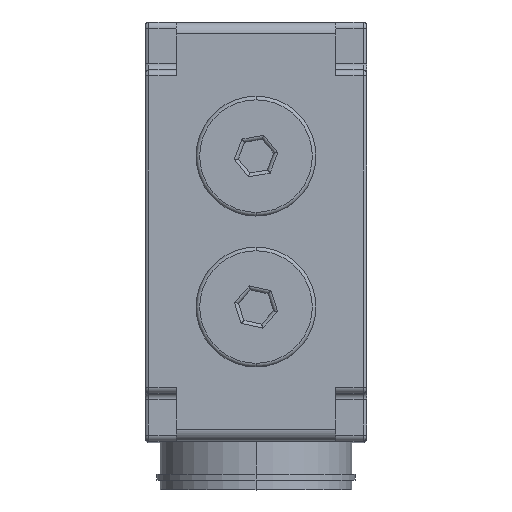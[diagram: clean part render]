
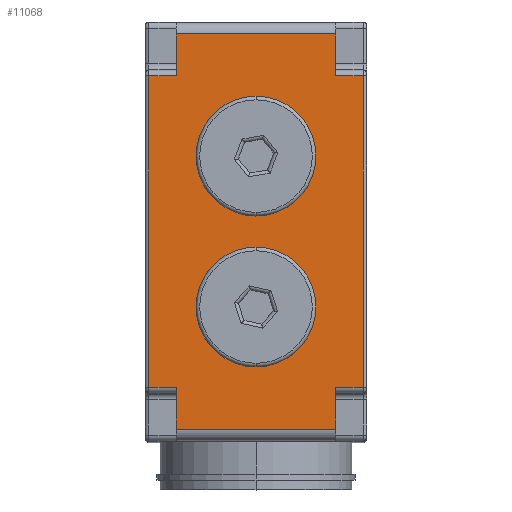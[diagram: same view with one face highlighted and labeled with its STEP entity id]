
A CAD part, top view. The second image highlights one B-rep face of the part: STEP entity #11068.
In plain terms, the highlighted planar face has unit normal (0, 0, 1).
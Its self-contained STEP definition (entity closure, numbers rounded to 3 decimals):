
#3574 = CARTESIAN_POINT ( 'NONE',  ( 0., 22.5, 355. ) ) ;
#4417 = AXIS2_PLACEMENT_3D ( 'NONE', #4672, #12848, #12844 ) ;
#4672 = CARTESIAN_POINT ( 'NONE',  ( 0., -63., 355. ) ) ;
#5140 = CARTESIAN_POINT ( 'NONE',  ( 0., 103.5, 355. ) ) ;
#5171 = DIRECTION ( 'NONE',  ( 0., 1., 0. ) ) ;
#5172 = DIRECTION ( 'NONE',  ( 0., 0., -1. ) ) ;
#5173 = CARTESIAN_POINT ( 'NONE',  ( 0., 63., 355. ) ) ;
#5174 = AXIS2_PLACEMENT_3D ( 'NONE', #5173, #5172, #5171 ) ;
#5175 = CIRCLE ( 'NONE', #5174, 40.5 ) ;
#5433 = CIRCLE ( 'NONE', #4417, 40.5 ) ;
#5591 = CARTESIAN_POINT ( 'NONE',  ( -89.5, -130., 355. ) ) ;
#5592 = CARTESIAN_POINT ( 'NONE',  ( 66.5, 130., 355. ) ) ;
#5686 = DIRECTION ( 'NONE',  ( 0., 1., 0. ) ) ;
#5687 = DIRECTION ( 'NONE',  ( 0., 0., -1. ) ) ;
#5688 = CARTESIAN_POINT ( 'NONE',  ( 0., 63., 355. ) ) ;
#5689 = AXIS2_PLACEMENT_3D ( 'NONE', #5688, #5687, #5686 ) ;
#5690 = CIRCLE ( 'NONE', #5689, 40.5 ) ;
#5704 = CARTESIAN_POINT ( 'NONE',  ( -66.5, 130., 355. ) ) ;
#5710 = CARTESIAN_POINT ( 'NONE',  ( -89.5, 130., 355. ) ) ;
#5720 = DIRECTION ( 'NONE',  ( 0., 1., 0. ) ) ;
#5721 = DIRECTION ( 'NONE',  ( 0., 0., -1. ) ) ;
#5722 = CARTESIAN_POINT ( 'NONE',  ( 92.5, 175., 355. ) ) ;
#5724 = AXIS2_PLACEMENT_3D ( 'NONE', #5722, #5721, #5720 ) ;
#5725 = PLANE ( 'NONE',  #5724 ) ;
#5726 = FACE_OUTER_BOUND ( 'NONE', #11057, .T. ) ;
#5727 = FACE_BOUND ( 'NONE', #11048, .T. ) ;
#5728 = FACE_BOUND ( 'NONE', #11027, .T. ) ;
#5741 = DIRECTION ( 'NONE',  ( -1., 0., 0. ) ) ;
#5742 = VECTOR ( 'NONE', #5741, 1000. ) ;
#5743 = CARTESIAN_POINT ( 'NONE',  ( 92.5, 130., 355. ) ) ;
#5744 = LINE ( 'NONE', #5743, #5742 ) ;
#5794 = CARTESIAN_POINT ( 'NONE',  ( 66.5, -130., 355. ) ) ;
#5795 = DIRECTION ( 'NONE',  ( 0., -1., 0. ) ) ;
#5796 = VECTOR ( 'NONE', #5795, 1000. ) ;
#5797 = CARTESIAN_POINT ( 'NONE',  ( 66.5, -175., 355. ) ) ;
#5798 = LINE ( 'NONE', #5797, #5796 ) ;
#5804 = CARTESIAN_POINT ( 'NONE',  ( -66.5, -165., 355. ) ) ;
#5805 = DIRECTION ( 'NONE',  ( 1., 0., 0. ) ) ;
#5806 = VECTOR ( 'NONE', #5805, 1000. ) ;
#5807 = CARTESIAN_POINT ( 'NONE',  ( 92.5, -165., 355. ) ) ;
#5808 = LINE ( 'NONE', #5807, #5806 ) ;
#5809 = CARTESIAN_POINT ( 'NONE',  ( 66.5, -165., 355. ) ) ;
#5824 = CARTESIAN_POINT ( 'NONE',  ( -66.5, -130., 355. ) ) ;
#5825 = DIRECTION ( 'NONE',  ( 0., 1., 0. ) ) ;
#5826 = VECTOR ( 'NONE', #5825, 1000. ) ;
#5827 = CARTESIAN_POINT ( 'NONE',  ( -66.5, -175., 355. ) ) ;
#5828 = LINE ( 'NONE', #5827, #5826 ) ;
#5842 = DIRECTION ( 'NONE',  ( 0., -1., 0. ) ) ;
#5843 = VECTOR ( 'NONE', #5842, 1000. ) ;
#5844 = CARTESIAN_POINT ( 'NONE',  ( 66.5, 175., 355. ) ) ;
#5845 = LINE ( 'NONE', #5844, #5843 ) ;
#5846 = CARTESIAN_POINT ( 'NONE',  ( -66.5, 165., 355. ) ) ;
#5847 = DIRECTION ( 'NONE',  ( 0., -1., 0. ) ) ;
#5848 = VECTOR ( 'NONE', #5847, 1000. ) ;
#5849 = CARTESIAN_POINT ( 'NONE',  ( -89.5, 175., 355. ) ) ;
#5850 = LINE ( 'NONE', #5849, #5848 ) ;
#5855 = DIRECTION ( 'NONE',  ( 1., 0., 0. ) ) ;
#5856 = VECTOR ( 'NONE', #5855, 1000. ) ;
#5857 = CARTESIAN_POINT ( 'NONE',  ( 92.5, -130., 355. ) ) ;
#5858 = LINE ( 'NONE', #5857, #5856 ) ;
#5897 = CARTESIAN_POINT ( 'NONE',  ( 66.5, 165., 355. ) ) ;
#5906 = DIRECTION ( 'NONE',  ( 1., 0., 0. ) ) ;
#5907 = VECTOR ( 'NONE', #5906, 1000. ) ;
#5908 = CARTESIAN_POINT ( 'NONE',  ( 92.5, -130., 355. ) ) ;
#5909 = LINE ( 'NONE', #5908, #5907 ) ;
#5910 = DIRECTION ( 'NONE',  ( 0., 1., 0. ) ) ;
#5911 = VECTOR ( 'NONE', #5910, 1000. ) ;
#5912 = CARTESIAN_POINT ( 'NONE',  ( 89.5, 130., 355. ) ) ;
#5913 = LINE ( 'NONE', #5912, #5911 ) ;
#5924 = CARTESIAN_POINT ( 'NONE',  ( 89.5, -130., 355. ) ) ;
#5925 = CARTESIAN_POINT ( 'NONE',  ( 89.5, 130., 355. ) ) ;
#5926 = DIRECTION ( 'NONE',  ( -1., 0., 0. ) ) ;
#5927 = VECTOR ( 'NONE', #5926, 1000. ) ;
#5928 = CARTESIAN_POINT ( 'NONE',  ( 92.5, 130., 355. ) ) ;
#5929 = LINE ( 'NONE', #5928, #5927 ) ;
#5955 = DIRECTION ( 'NONE',  ( 0., 1., 0. ) ) ;
#5956 = VECTOR ( 'NONE', #5955, 1000. ) ;
#5957 = CARTESIAN_POINT ( 'NONE',  ( -66.5, 135., 355. ) ) ;
#5958 = LINE ( 'NONE', #5957, #5956 ) ;
#5977 = DIRECTION ( 'NONE',  ( -1., 0., 0. ) ) ;
#5978 = VECTOR ( 'NONE', #5977, 1000. ) ;
#5979 = CARTESIAN_POINT ( 'NONE',  ( 92.5, 165., 355. ) ) ;
#5980 = LINE ( 'NONE', #5979, #5978 ) ;
#8794 = DIRECTION ( 'NONE',  ( 0., 1., 0. ) ) ;
#8795 = DIRECTION ( 'NONE',  ( 0., 0., -1. ) ) ;
#8796 = CARTESIAN_POINT ( 'NONE',  ( 0., -63., 355. ) ) ;
#8797 = AXIS2_PLACEMENT_3D ( 'NONE', #8796, #8795, #8794 ) ;
#8798 = CIRCLE ( 'NONE', #8797, 40.5 ) ;
#8814 = CARTESIAN_POINT ( 'NONE',  ( 0., -103.5, 355. ) ) ;
#9184 = CARTESIAN_POINT ( 'NONE',  ( 0., -22.5, 355. ) ) ;
#9913 = VERTEX_POINT ( 'NONE', #3574 ) ;
#10733 = VERTEX_POINT ( 'NONE', #5140 ) ;
#10760 = EDGE_CURVE ( 'NONE', #10733, #9913, #5175, .T. ) ;
#10987 = ORIENTED_EDGE ( 'NONE', *, *, #12886, .T. ) ;
#10990 = ORIENTED_EDGE ( 'NONE', *, *, #11054, .T. ) ;
#10992 = VERTEX_POINT ( 'NONE', #5592 ) ;
#10993 = VERTEX_POINT ( 'NONE', #5591 ) ;
#10994 = ORIENTED_EDGE ( 'NONE', *, *, #11128, .T. ) ;
#10999 = ORIENTED_EDGE ( 'NONE', *, *, #11135, .F. ) ;
#11027 = EDGE_LOOP ( 'NONE', ( #10987, #10990 ) ) ;
#11039 = VERTEX_POINT ( 'NONE', #5710 ) ;
#11041 = VERTEX_POINT ( 'NONE', #5704 ) ;
#11047 = ORIENTED_EDGE ( 'NONE', *, *, #11049, .T. ) ;
#11048 = EDGE_LOOP ( 'NONE', ( #11059, #11047 ) ) ;
#11049 = EDGE_CURVE ( 'NONE', #9913, #10733, #5690, .T. ) ;
#11054 = EDGE_CURVE ( 'NONE', #12874, #13128, #5433, .T. ) ;
#11055 = ORIENTED_EDGE ( 'NONE', *, *, #11060, .T. ) ;
#11057 = EDGE_LOOP ( 'NONE', ( #11055, #11130, #10994, #11113, #11094, #11091, #11158, #11166, #11155, #10999, #11140, #11177 ) ) ;
#11059 = ORIENTED_EDGE ( 'NONE', *, *, #10760, .T. ) ;
#11060 = EDGE_CURVE ( 'NONE', #11041, #11039, #5744, .T. ) ;
#11068 = ADVANCED_FACE ( 'NONE', ( #5728, #5727, #5726 ), #5725, .F. ) ;
#11091 = ORIENTED_EDGE ( 'NONE', *, *, #11097, .F. ) ;
#11092 = VERTEX_POINT ( 'NONE', #5809 ) ;
#11093 = EDGE_CURVE ( 'NONE', #11095, #11092, #5808, .T. ) ;
#11094 = ORIENTED_EDGE ( 'NONE', *, *, #11093, .T. ) ;
#11095 = VERTEX_POINT ( 'NONE', #5804 ) ;
#11097 = EDGE_CURVE ( 'NONE', #11098, #11092, #5798, .T. ) ;
#11098 = VERTEX_POINT ( 'NONE', #5794 ) ;
#11113 = ORIENTED_EDGE ( 'NONE', *, *, #11116, .F. ) ;
#11116 = EDGE_CURVE ( 'NONE', #11095, #11117, #5828, .T. ) ;
#11117 = VERTEX_POINT ( 'NONE', #5824 ) ;
#11128 = EDGE_CURVE ( 'NONE', #10993, #11117, #5858, .T. ) ;
#11130 = ORIENTED_EDGE ( 'NONE', *, *, #11132, .T. ) ;
#11132 = EDGE_CURVE ( 'NONE', #11039, #10993, #5850, .T. ) ;
#11134 = VERTEX_POINT ( 'NONE', #5846 ) ;
#11135 = EDGE_CURVE ( 'NONE', #11141, #10992, #5845, .T. ) ;
#11140 = ORIENTED_EDGE ( 'NONE', *, *, #11192, .T. ) ;
#11141 = VERTEX_POINT ( 'NONE', #5897 ) ;
#11154 = EDGE_CURVE ( 'NONE', #11156, #10992, #5929, .T. ) ;
#11155 = ORIENTED_EDGE ( 'NONE', *, *, #11154, .T. ) ;
#11156 = VERTEX_POINT ( 'NONE', #5925 ) ;
#11158 = ORIENTED_EDGE ( 'NONE', *, *, #11167, .T. ) ;
#11159 = VERTEX_POINT ( 'NONE', #5924 ) ;
#11163 = EDGE_CURVE ( 'NONE', #11159, #11156, #5913, .T. ) ;
#11166 = ORIENTED_EDGE ( 'NONE', *, *, #11163, .T. ) ;
#11167 = EDGE_CURVE ( 'NONE', #11098, #11159, #5909, .T. ) ;
#11174 = EDGE_CURVE ( 'NONE', #11041, #11134, #5958, .T. ) ;
#11177 = ORIENTED_EDGE ( 'NONE', *, *, #11174, .F. ) ;
#11192 = EDGE_CURVE ( 'NONE', #11141, #11134, #5980, .T. ) ;
#12844 = DIRECTION ( 'NONE',  ( 0., 1., 0. ) ) ;
#12848 = DIRECTION ( 'NONE',  ( 0., 0., -1. ) ) ;
#12874 = VERTEX_POINT ( 'NONE', #8814 ) ;
#12886 = EDGE_CURVE ( 'NONE', #13128, #12874, #8798, .T. ) ;
#13128 = VERTEX_POINT ( 'NONE', #9184 ) ;
